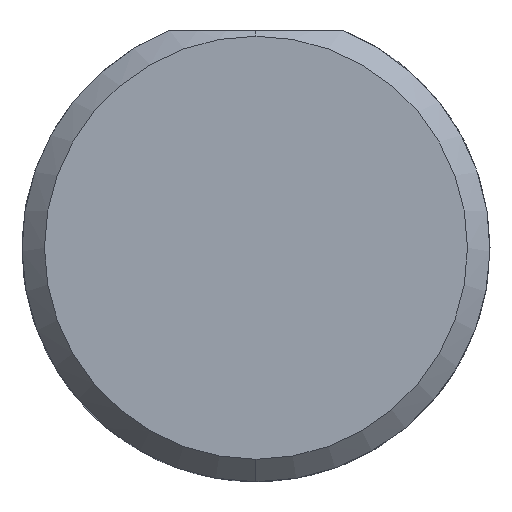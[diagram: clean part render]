
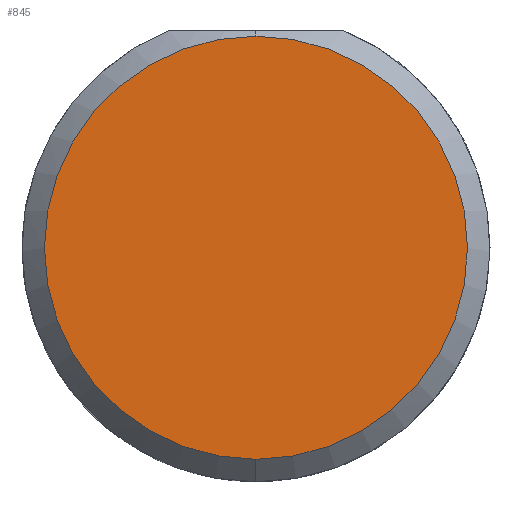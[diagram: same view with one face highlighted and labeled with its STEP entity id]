
A CAD part, left-side view. The second image highlights one B-rep face of the part: STEP entity #845.
In plain terms, the highlighted planar face has unit normal (-1, 0, 0).
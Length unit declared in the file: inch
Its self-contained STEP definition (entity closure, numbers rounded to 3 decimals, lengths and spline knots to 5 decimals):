
#63 = CARTESIAN_POINT ( 'NONE',  ( 0., 0., 0. ) ) ;
#71 = VERTEX_POINT ( 'NONE', #303 ) ;
#103 = DIRECTION ( 'NONE',  ( 0., 0., -1. ) ) ;
#106 = PLANE ( 'NONE',  #314 ) ;
#153 = DIRECTION ( 'NONE',  ( 0., 0., -1. ) ) ;
#165 = AXIS2_PLACEMENT_3D ( 'NONE', #63, #833, #153 ) ;
#200 = DIRECTION ( 'NONE',  ( 0., 0., -1. ) ) ;
#240 = CIRCLE ( 'NONE', #165, 0.1411 ) ;
#263 = ORIENTED_EDGE ( 'NONE', *, *, #560, .T. ) ;
#303 = CARTESIAN_POINT ( 'NONE',  ( 0., 0., -0.1411 ) ) ;
#314 = AXIS2_PLACEMENT_3D ( 'NONE', #891, #413, #200 ) ;
#346 = CARTESIAN_POINT ( 'NONE',  ( 0., 0., 0.1411 ) ) ;
#413 = DIRECTION ( 'NONE',  ( 1., 0., 0. ) ) ;
#483 = CIRCLE ( 'NONE', #663, 0.1411 ) ;
#560 = EDGE_CURVE ( 'NONE', #71, #778, #240, .T. ) ;
#663 = AXIS2_PLACEMENT_3D ( 'NONE', #787, #737, #103 ) ;
#691 = EDGE_CURVE ( 'NONE', #778, #71, #483, .T. ) ;
#711 = ORIENTED_EDGE ( 'NONE', *, *, #691, .T. ) ;
#725 = EDGE_LOOP ( 'NONE', ( #263, #711 ) ) ;
#737 = DIRECTION ( 'NONE',  ( -1., 0., 0. ) ) ;
#778 = VERTEX_POINT ( 'NONE', #346 ) ;
#787 = CARTESIAN_POINT ( 'NONE',  ( 0., 0., 0. ) ) ;
#826 = FACE_OUTER_BOUND ( 'NONE', #725, .T. ) ;
#833 = DIRECTION ( 'NONE',  ( -1., 0., 0. ) ) ;
#845 = ADVANCED_FACE ( 'NONE', ( #826 ), #106, .F. ) ;
#891 = CARTESIAN_POINT ( 'NONE',  ( 0., 0., 0. ) ) ;
